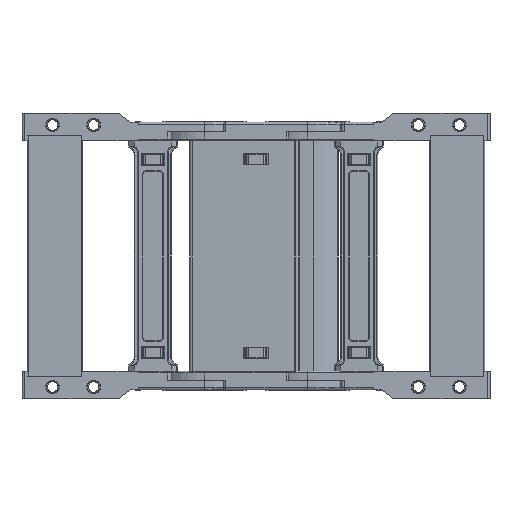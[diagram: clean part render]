
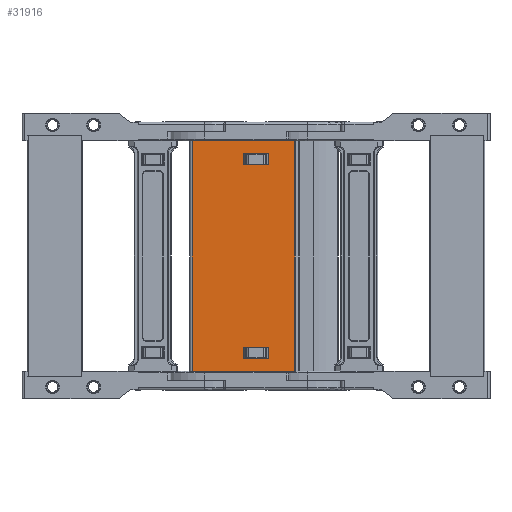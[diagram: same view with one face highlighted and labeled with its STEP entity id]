
A CAD part, front view. The second image highlights one B-rep face of the part: STEP entity #31916.
In plain terms, the highlighted planar face has unit normal (0, -1, 0).
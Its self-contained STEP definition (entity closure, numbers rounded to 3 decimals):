
#530 = ORIENTED_EDGE ( 'NONE', *, *, #91087, .T. ) ;
#936 = CARTESIAN_POINT ( 'NONE',  ( -43.943, 70.399, 93.934 ) ) ;
#4190 = EDGE_CURVE ( 'NONE', #37092, #114772, #131676, .T. ) ;
#4557 = FACE_BOUND ( 'NONE', #121353, .T. ) ;
#6085 = LINE ( 'NONE', #109145, #108013 ) ;
#6882 = FACE_OUTER_BOUND ( 'NONE', #146010, .T. ) ;
#8960 = DIRECTION ( 'NONE',  ( 0., 0., 1. ) ) ;
#13245 = DIRECTION ( 'NONE',  ( 0., 0., 1. ) ) ;
#15923 = DIRECTION ( 'NONE',  ( -1., 0., 0. ) ) ;
#17965 = DIRECTION ( 'NONE',  ( 0., 0., -1. ) ) ;
#18593 = EDGE_CURVE ( 'NONE', #96712, #73871, #62516, .T. ) ;
#19530 = VECTOR ( 'NONE', #140485, 1000. ) ;
#26329 = DIRECTION ( 'NONE',  ( 1., 0., 0. ) ) ;
#26606 = CARTESIAN_POINT ( 'NONE',  ( -43.943, 70.399, 8.434 ) ) ;
#28217 = VECTOR ( 'NONE', #13245, 1000. ) ;
#28970 = CARTESIAN_POINT ( 'NONE',  ( -40.943, 70.399, -19.116 ) ) ;
#29217 = EDGE_CURVE ( 'NONE', #90243, #96712, #89571, .T. ) ;
#31916 = ADVANCED_FACE ( 'NONE', ( #62198, #6882, #4557 ), #125765, .F. ) ;
#32314 = CARTESIAN_POINT ( 'NONE',  ( -12.723, 70.399, 93.934 ) ) ;
#36009 = ORIENTED_EDGE ( 'NONE', *, *, #182205, .F. ) ;
#37092 = VERTEX_POINT ( 'NONE', #32314 ) ;
#38762 = CARTESIAN_POINT ( 'NONE',  ( -68.923, 70.399, -32.166 ) ) ;
#40702 = LINE ( 'NONE', #131488, #47301 ) ;
#42034 = CARTESIAN_POINT ( 'NONE',  ( -40.943, 70.399, -25.416 ) ) ;
#42639 = CARTESIAN_POINT ( 'NONE',  ( -26.943, 70.399, 80.884 ) ) ;
#44400 = EDGE_CURVE ( 'NONE', #178051, #139987, #40702, .T. ) ;
#47301 = VECTOR ( 'NONE', #86313, 1000. ) ;
#49162 = VECTOR ( 'NONE', #57847, 1000. ) ;
#51724 = LINE ( 'NONE', #113094, #60583 ) ;
#51863 = EDGE_CURVE ( 'NONE', #73871, #56745, #61935, .T. ) ;
#54612 = CARTESIAN_POINT ( 'NONE',  ( -26.943, 70.399, 87.184 ) ) ;
#55097 = EDGE_CURVE ( 'NONE', #166538, #166246, #51724, .T. ) ;
#56146 = EDGE_CURVE ( 'NONE', #56745, #90243, #56214, .T. ) ;
#56214 = LINE ( 'NONE', #28970, #100153 ) ;
#56426 = DIRECTION ( 'NONE',  ( 0., 0., -1. ) ) ;
#56745 = VERTEX_POINT ( 'NONE', #57785 ) ;
#57353 = LINE ( 'NONE', #42639, #19530 ) ;
#57601 = CARTESIAN_POINT ( 'NONE',  ( -26.943, 70.399, 80.884 ) ) ;
#57615 = DIRECTION ( 'NONE',  ( 0., 0., -1. ) ) ;
#57785 = CARTESIAN_POINT ( 'NONE',  ( -26.943, 70.399, -19.116 ) ) ;
#57847 = DIRECTION ( 'NONE',  ( -1., 0., 0. ) ) ;
#60583 = VECTOR ( 'NONE', #127352, 1000. ) ;
#61935 = LINE ( 'NONE', #163842, #95178 ) ;
#62198 = FACE_BOUND ( 'NONE', #139424, .T. ) ;
#62516 = LINE ( 'NONE', #140925, #95795 ) ;
#64071 = CARTESIAN_POINT ( 'NONE',  ( -26.943, 70.399, -25.416 ) ) ;
#65889 = ORIENTED_EDGE ( 'NONE', *, *, #4190, .F. ) ;
#71158 = ORIENTED_EDGE ( 'NONE', *, *, #18593, .F. ) ;
#71446 = CARTESIAN_POINT ( 'NONE',  ( -12.723, 70.399, -32.166 ) ) ;
#73871 = VERTEX_POINT ( 'NONE', #64071 ) ;
#78334 = EDGE_CURVE ( 'NONE', #113562, #177449, #6085, .T. ) ;
#82399 = LINE ( 'NONE', #936, #49162 ) ;
#84437 = CARTESIAN_POINT ( 'NONE',  ( -40.943, 70.399, -19.116 ) ) ;
#86313 = DIRECTION ( 'NONE',  ( 1., 0., 0. ) ) ;
#89571 = LINE ( 'NONE', #144212, #175874 ) ;
#90243 = VERTEX_POINT ( 'NONE', #84437 ) ;
#91087 = EDGE_CURVE ( 'NONE', #166246, #178051, #176593, .T. ) ;
#91298 = AXIS2_PLACEMENT_3D ( 'NONE', #26606, #154806, #56426 ) ;
#91315 = ORIENTED_EDGE ( 'NONE', *, *, #44400, .T. ) ;
#92018 = CARTESIAN_POINT ( 'NONE',  ( -68.923, 70.399, 93.934 ) ) ;
#95178 = VECTOR ( 'NONE', #8960, 1000. ) ;
#95795 = VECTOR ( 'NONE', #26329, 1000. ) ;
#96712 = VERTEX_POINT ( 'NONE', #42034 ) ;
#100153 = VECTOR ( 'NONE', #15923, 1000. ) ;
#108013 = VECTOR ( 'NONE', #151845, 1000. ) ;
#108582 = CARTESIAN_POINT ( 'NONE',  ( -40.943, 70.399, 87.184 ) ) ;
#109145 = CARTESIAN_POINT ( 'NONE',  ( -68.923, 70.399, 90.053 ) ) ;
#109170 = LINE ( 'NONE', #133522, #144478 ) ;
#111833 = CARTESIAN_POINT ( 'NONE',  ( -40.943, 70.399, 80.884 ) ) ;
#113094 = CARTESIAN_POINT ( 'NONE',  ( -40.943, 70.399, 80.884 ) ) ;
#113384 = ORIENTED_EDGE ( 'NONE', *, *, #29217, .F. ) ;
#113562 = VERTEX_POINT ( 'NONE', #92018 ) ;
#114772 = VERTEX_POINT ( 'NONE', #71446 ) ;
#116988 = ORIENTED_EDGE ( 'NONE', *, *, #166422, .T. ) ;
#121353 = EDGE_LOOP ( 'NONE', ( #174125, #530, #91315, #175581 ) ) ;
#123067 = EDGE_CURVE ( 'NONE', #139987, #166538, #57353, .T. ) ;
#125765 = PLANE ( 'NONE',  #91298 ) ;
#127352 = DIRECTION ( 'NONE',  ( -1., 0., 0. ) ) ;
#131488 = CARTESIAN_POINT ( 'NONE',  ( -40.943, 70.399, 87.184 ) ) ;
#131676 = LINE ( 'NONE', #145616, #166979 ) ;
#132920 = DIRECTION ( 'NONE',  ( -1., 0., 0. ) ) ;
#133522 = CARTESIAN_POINT ( 'NONE',  ( -43.943, 70.399, -32.166 ) ) ;
#139424 = EDGE_LOOP ( 'NONE', ( #169093, #148357, #71158, #113384 ) ) ;
#139987 = VERTEX_POINT ( 'NONE', #54612 ) ;
#140485 = DIRECTION ( 'NONE',  ( 0., 0., -1. ) ) ;
#140925 = CARTESIAN_POINT ( 'NONE',  ( -40.943, 70.399, -25.416 ) ) ;
#144212 = CARTESIAN_POINT ( 'NONE',  ( -40.943, 70.399, -19.116 ) ) ;
#144478 = VECTOR ( 'NONE', #132920, 1000. ) ;
#145616 = CARTESIAN_POINT ( 'NONE',  ( -12.723, 70.399, 90.053 ) ) ;
#146010 = EDGE_LOOP ( 'NONE', ( #65889, #116988, #146688, #36009 ) ) ;
#146688 = ORIENTED_EDGE ( 'NONE', *, *, #78334, .T. ) ;
#148357 = ORIENTED_EDGE ( 'NONE', *, *, #51863, .F. ) ;
#151845 = DIRECTION ( 'NONE',  ( 0., 0., -1. ) ) ;
#152756 = CARTESIAN_POINT ( 'NONE',  ( -40.943, 70.399, 80.884 ) ) ;
#154806 = DIRECTION ( 'NONE',  ( 0., 1., 0. ) ) ;
#163842 = CARTESIAN_POINT ( 'NONE',  ( -26.943, 70.399, -19.116 ) ) ;
#166246 = VERTEX_POINT ( 'NONE', #152756 ) ;
#166422 = EDGE_CURVE ( 'NONE', #37092, #113562, #82399, .T. ) ;
#166538 = VERTEX_POINT ( 'NONE', #57601 ) ;
#166979 = VECTOR ( 'NONE', #17965, 1000. ) ;
#169093 = ORIENTED_EDGE ( 'NONE', *, *, #56146, .F. ) ;
#174125 = ORIENTED_EDGE ( 'NONE', *, *, #55097, .T. ) ;
#175581 = ORIENTED_EDGE ( 'NONE', *, *, #123067, .T. ) ;
#175874 = VECTOR ( 'NONE', #57615, 1000. ) ;
#176593 = LINE ( 'NONE', #111833, #28217 ) ;
#177449 = VERTEX_POINT ( 'NONE', #38762 ) ;
#178051 = VERTEX_POINT ( 'NONE', #108582 ) ;
#182205 = EDGE_CURVE ( 'NONE', #114772, #177449, #109170, .T. ) ;
